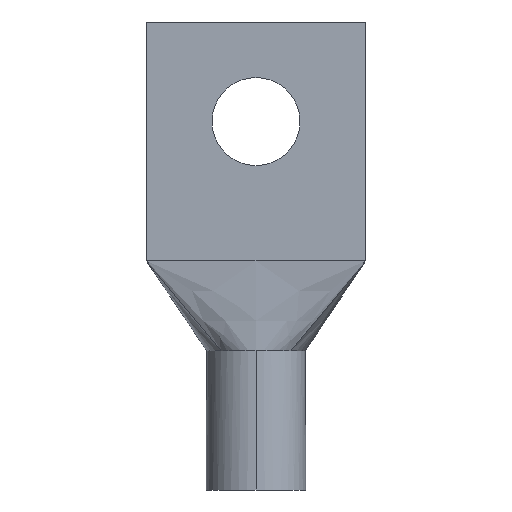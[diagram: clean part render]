
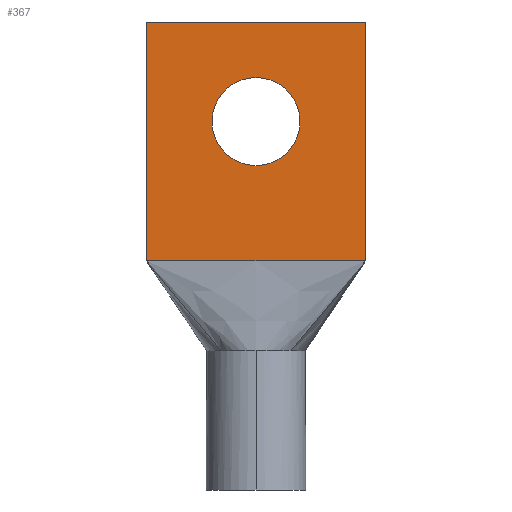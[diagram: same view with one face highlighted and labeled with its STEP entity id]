
A CAD part, front view. The second image highlights one B-rep face of the part: STEP entity #367.
In plain terms, the highlighted planar face has unit normal (0, -1, 0).
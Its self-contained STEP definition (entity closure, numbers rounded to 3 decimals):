
#72=CARTESIAN_POINT('',(0.,0.,-7.62));
#73=DIRECTION('',(0.,-1.,0.));
#74=DIRECTION('',(1.,0.,0.));
#75=AXIS2_PLACEMENT_3D('',#72,#73,#74);
#77=CARTESIAN_POINT('',(0.,0.,-7.62));
#78=DIRECTION('',(0.,-1.,0.));
#79=DIRECTION('',(-1.,0.,0.));
#80=AXIS2_PLACEMENT_3D('',#77,#78,#79);
#82=DIRECTION('',(0.,0.,1.));
#83=VECTOR('',#82,18.288);
#84=CARTESIAN_POINT('',(-8.382,0.,-18.288));
#85=LINE('',#84,#83);
#86=DIRECTION('',(1.,0.,0.));
#87=VECTOR('',#86,16.764);
#88=CARTESIAN_POINT('',(-8.382,0.,0.));
#89=LINE('',#88,#87);
#90=DIRECTION('',(0.,0.,-1.));
#91=VECTOR('',#90,18.288);
#92=CARTESIAN_POINT('',(8.382,0.,0.));
#93=LINE('',#92,#91);
#94=DIRECTION('',(1.,0.,0.));
#95=VECTOR('',#94,8.382);
#96=CARTESIAN_POINT('',(0.,0.,-18.288));
#97=LINE('',#96,#95);
#98=DIRECTION('',(1.,0.,0.));
#99=VECTOR('',#98,8.382);
#100=CARTESIAN_POINT('',(-8.382,0.,-18.288));
#101=LINE('',#100,#99);
#288=CARTESIAN_POINT('',(3.366,0.,-7.62));
#289=CARTESIAN_POINT('',(-3.366,0.,-7.62));
#290=VERTEX_POINT('',#288);
#291=VERTEX_POINT('',#289);
#292=CARTESIAN_POINT('',(-8.382,0.,0.));
#293=CARTESIAN_POINT('',(8.382,0.,0.));
#294=VERTEX_POINT('',#292);
#295=VERTEX_POINT('',#293);
#316=CARTESIAN_POINT('',(-8.382,0.,-18.288));
#317=CARTESIAN_POINT('',(0.,0.,-18.288));
#318=VERTEX_POINT('',#316);
#319=VERTEX_POINT('',#317);
#320=CARTESIAN_POINT('',(8.382,0.,-18.288));
#321=VERTEX_POINT('',#320);
#344=CARTESIAN_POINT('',(0.,0.,0.));
#345=DIRECTION('',(0.,1.,0.));
#346=DIRECTION('',(1.,0.,0.));
#347=AXIS2_PLACEMENT_3D('',#344,#345,#346);
#348=PLANE('',#347);
#350=ORIENTED_EDGE('',*,*,#349,.T.);
#352=ORIENTED_EDGE('',*,*,#351,.T.);
#354=ORIENTED_EDGE('',*,*,#353,.T.);
#356=ORIENTED_EDGE('',*,*,#355,.F.);
#358=ORIENTED_EDGE('',*,*,#357,.F.);
#359=EDGE_LOOP('',(#350,#352,#354,#356,#358));
#360=FACE_OUTER_BOUND('',#359,.F.);
#362=ORIENTED_EDGE('',*,*,#361,.T.);
#364=ORIENTED_EDGE('',*,*,#363,.T.);
#365=EDGE_LOOP('',(#362,#364));
#366=FACE_BOUND('',#365,.F.);
#367=ADVANCED_FACE('',(#360,#366),#348,.F.);
#76=CIRCLE('',#75,3.366);
#81=CIRCLE('',#80,3.366);
#349=EDGE_CURVE('',#318,#294,#85,.T.);
#351=EDGE_CURVE('',#294,#295,#89,.T.);
#353=EDGE_CURVE('',#295,#321,#93,.T.);
#355=EDGE_CURVE('',#319,#321,#97,.T.);
#357=EDGE_CURVE('',#318,#319,#101,.T.);
#361=EDGE_CURVE('',#290,#291,#76,.T.);
#363=EDGE_CURVE('',#291,#290,#81,.T.);
